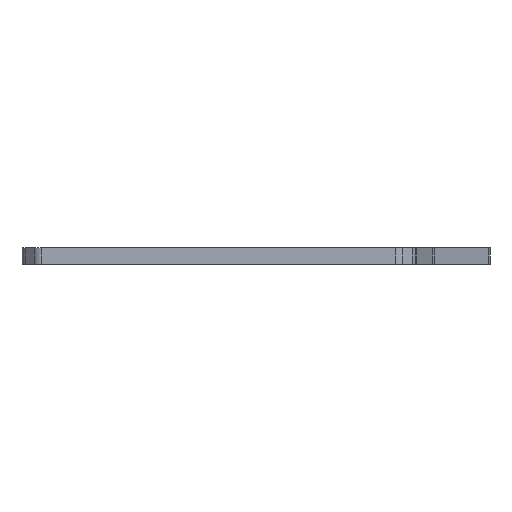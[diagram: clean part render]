
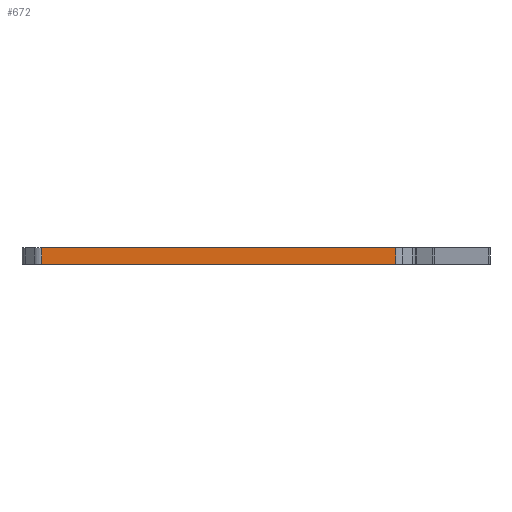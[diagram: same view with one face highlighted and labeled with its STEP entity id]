
A CAD part, left-side view. The second image highlights one B-rep face of the part: STEP entity #672.
In plain terms, the highlighted planar face has unit normal (-1, 0, 0).
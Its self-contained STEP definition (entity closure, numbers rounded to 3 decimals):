
#7 = DIRECTION ( 'NONE',  ( 0., 0., -1. ) ) ;
#52 = CARTESIAN_POINT ( 'NONE',  ( 0., 0., 3.175 ) ) ;
#63 = ORIENTED_EDGE ( 'NONE', *, *, #507, .T. ) ;
#130 = ORIENTED_EDGE ( 'NONE', *, *, #1721, .T. ) ;
#150 = VERTEX_POINT ( 'NONE', #591 ) ;
#177 = CARTESIAN_POINT ( 'NONE',  ( 0., 72.372, 0. ) ) ;
#193 = DIRECTION ( 'NONE',  ( 0., 0., 1. ) ) ;
#215 = AXIS2_PLACEMENT_3D ( 'NONE', #52, #227, #1790 ) ;
#227 = DIRECTION ( 'NONE',  ( 1., 0., 0. ) ) ;
#237 = LINE ( 'NONE', #575, #1897 ) ;
#265 = ORIENTED_EDGE ( 'NONE', *, *, #2273, .T. ) ;
#342 = VERTEX_POINT ( 'NONE', #2509 ) ;
#401 = ORIENTED_EDGE ( 'NONE', *, *, #1471, .F. ) ;
#507 = EDGE_CURVE ( 'NONE', #1280, #1032, #2354, .T. ) ;
#531 = LINE ( 'NONE', #616, #1396 ) ;
#575 = CARTESIAN_POINT ( 'NONE',  ( 0., 3.828, 3.175 ) ) ;
#591 = CARTESIAN_POINT ( 'NONE',  ( 0., 3.828, 0. ) ) ;
#616 = CARTESIAN_POINT ( 'NONE',  ( 0., 0., 0. ) ) ;
#625 = CARTESIAN_POINT ( 'NONE',  ( 0., 72.372, 3.175 ) ) ;
#672 = ADVANCED_FACE ( 'NONE', ( #1875 ), #1223, .F. ) ;
#714 = CARTESIAN_POINT ( 'NONE',  ( 0., 72.372, 0. ) ) ;
#974 = LINE ( 'NONE', #2513, #1437 ) ;
#1032 = VERTEX_POINT ( 'NONE', #714 ) ;
#1223 = PLANE ( 'NONE',  #215 ) ;
#1280 = VERTEX_POINT ( 'NONE', #625 ) ;
#1396 = VECTOR ( 'NONE', #1422, 1000. ) ;
#1413 = EDGE_LOOP ( 'NONE', ( #265, #130, #401, #63 ) ) ;
#1422 = DIRECTION ( 'NONE',  ( 0., -1., 0. ) ) ;
#1437 = VECTOR ( 'NONE', #2300, 1000. ) ;
#1471 = EDGE_CURVE ( 'NONE', #1280, #342, #974, .T. ) ;
#1605 = VECTOR ( 'NONE', #7, 1000. ) ;
#1721 = EDGE_CURVE ( 'NONE', #150, #342, #237, .T. ) ;
#1790 = DIRECTION ( 'NONE',  ( 0., 0., -1. ) ) ;
#1875 = FACE_OUTER_BOUND ( 'NONE', #1413, .T. ) ;
#1897 = VECTOR ( 'NONE', #193, 1000. ) ;
#2273 = EDGE_CURVE ( 'NONE', #1032, #150, #531, .T. ) ;
#2300 = DIRECTION ( 'NONE',  ( 0., -1., 0. ) ) ;
#2354 = LINE ( 'NONE', #177, #1605 ) ;
#2509 = CARTESIAN_POINT ( 'NONE',  ( 0., 3.828, 3.175 ) ) ;
#2513 = CARTESIAN_POINT ( 'NONE',  ( 0., 0., 3.175 ) ) ;
